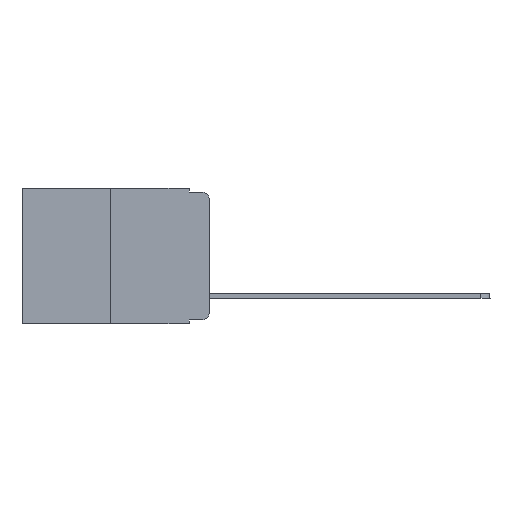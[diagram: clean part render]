
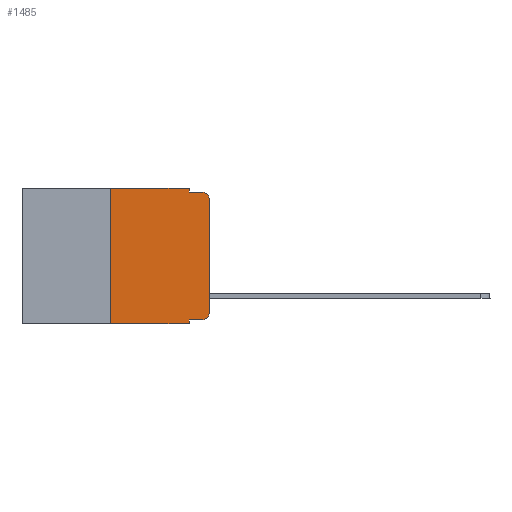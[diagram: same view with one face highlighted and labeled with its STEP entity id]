
A CAD part, left-side view. The second image highlights one B-rep face of the part: STEP entity #1485.
In plain terms, the highlighted planar face has unit normal (-1, 0, 0).
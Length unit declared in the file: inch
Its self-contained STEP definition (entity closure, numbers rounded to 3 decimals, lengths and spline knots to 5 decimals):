
#199 = VECTOR ( 'NONE', #10147, 39.37008 ) ;
#451 = LINE ( 'NONE', #14798, #21612 ) ;
#453 = DIRECTION ( 'NONE',  ( 0., 0., 1. ) ) ;
#1400 = CARTESIAN_POINT ( 'NONE',  ( 0., 0.473, 0. ) ) ;
#1485 = ADVANCED_FACE ( 'NONE', ( #18799 ), #4761, .F. ) ;
#1807 = ORIENTED_EDGE ( 'NONE', *, *, #14747, .T. ) ;
#1991 = EDGE_CURVE ( 'NONE', #20809, #15643, #17151, .T. ) ;
#2221 = DIRECTION ( 'NONE',  ( 0., -1., 0. ) ) ;
#2907 = ORIENTED_EDGE ( 'NONE', *, *, #5251, .T. ) ;
#2948 = EDGE_CURVE ( 'NONE', #5931, #3389, #5146, .T. ) ;
#3084 = LINE ( 'NONE', #7787, #17949 ) ;
#3138 = VECTOR ( 'NONE', #2221, 39.37008 ) ;
#3389 = VERTEX_POINT ( 'NONE', #17820 ) ;
#3523 = CARTESIAN_POINT ( 'NONE',  ( 0., 0.473, -0.343 ) ) ;
#3639 = DIRECTION ( 'NONE',  ( 0., 0., -1. ) ) ;
#4510 = CARTESIAN_POINT ( 'NONE',  ( 0., 0.25, 0. ) ) ;
#4761 = PLANE ( 'NONE',  #11570 ) ;
#5146 = LINE ( 'NONE', #22285, #11360 ) ;
#5159 = CARTESIAN_POINT ( 'NONE',  ( 0., 0.25, -0.343 ) ) ;
#5211 = EDGE_CURVE ( 'NONE', #5931, #20809, #451, .T. ) ;
#5251 = EDGE_CURVE ( 'NONE', #11447, #3389, #19692, .T. ) ;
#5305 = CARTESIAN_POINT ( 'NONE',  ( 0., 0., 0. ) ) ;
#5581 = LINE ( 'NONE', #12783, #6674 ) ;
#5728 = CARTESIAN_POINT ( 'NONE',  ( 0., 0.02, -0.313 ) ) ;
#5771 = LINE ( 'NONE', #5305, #14996 ) ;
#5912 = AXIS2_PLACEMENT_3D ( 'NONE', #12039, #19102, #13916 ) ;
#5931 = VERTEX_POINT ( 'NONE', #14183 ) ;
#6105 = CARTESIAN_POINT ( 'NONE',  ( 0., 0., -0.313 ) ) ;
#6674 = VECTOR ( 'NONE', #18052, 39.37008 ) ;
#7100 = CARTESIAN_POINT ( 'NONE',  ( 0., 0.02, -0.01 ) ) ;
#7747 = DIRECTION ( 'NONE',  ( 0., -1., 0. ) ) ;
#7787 = CARTESIAN_POINT ( 'NONE',  ( 0., 0.051, 0. ) ) ;
#7826 = VERTEX_POINT ( 'NONE', #7100 ) ;
#8252 = EDGE_CURVE ( 'NONE', #11447, #12699, #16849, .T. ) ;
#8602 = CIRCLE ( 'NONE', #5912, 0.02 ) ;
#8741 = DIRECTION ( 'NONE',  ( -1., 0., 0. ) ) ;
#9477 = EDGE_CURVE ( 'NONE', #20900, #21355, #3084, .T. ) ;
#10147 = DIRECTION ( 'NONE',  ( 0., -1., 0. ) ) ;
#10386 = DIRECTION ( 'NONE',  ( 0., 0., 1. ) ) ;
#11208 = VERTEX_POINT ( 'NONE', #14802 ) ;
#11360 = VECTOR ( 'NONE', #11990, 39.37008 ) ;
#11414 = EDGE_CURVE ( 'NONE', #11208, #7826, #8602, .T. ) ;
#11447 = VERTEX_POINT ( 'NONE', #5159 ) ;
#11570 = AXIS2_PLACEMENT_3D ( 'NONE', #18765, #11761, #16958 ) ;
#11761 = DIRECTION ( 'NONE',  ( 1., 0., 0. ) ) ;
#11990 = DIRECTION ( 'NONE',  ( 0., 0., -1. ) ) ;
#12039 = CARTESIAN_POINT ( 'NONE',  ( 0., 0.02, -0.03 ) ) ;
#12194 = VECTOR ( 'NONE', #453, 39.37008 ) ;
#12629 = CARTESIAN_POINT ( 'NONE',  ( 0., 0.051, 0. ) ) ;
#12699 = VERTEX_POINT ( 'NONE', #4510 ) ;
#12783 = CARTESIAN_POINT ( 'NONE',  ( 0., 0.051, -0.01 ) ) ;
#13916 = DIRECTION ( 'NONE',  ( 0., 0., -1. ) ) ;
#14133 = ORIENTED_EDGE ( 'NONE', *, *, #11414, .T. ) ;
#14183 = CARTESIAN_POINT ( 'NONE',  ( 0., 0.051, -0.333 ) ) ;
#14577 = EDGE_CURVE ( 'NONE', #12699, #20900, #17455, .T. ) ;
#14686 = ORIENTED_EDGE ( 'NONE', *, *, #5211, .T. ) ;
#14747 = EDGE_CURVE ( 'NONE', #15643, #11208, #5771, .T. ) ;
#14798 = CARTESIAN_POINT ( 'NONE',  ( 0., 0.051, -0.333 ) ) ;
#14802 = CARTESIAN_POINT ( 'NONE',  ( 0., 0., -0.03 ) ) ;
#14996 = VECTOR ( 'NONE', #10386, 39.37008 ) ;
#15643 = VERTEX_POINT ( 'NONE', #6105 ) ;
#16256 = AXIS2_PLACEMENT_3D ( 'NONE', #5728, #8741, #3639 ) ;
#16775 = ORIENTED_EDGE ( 'NONE', *, *, #1991, .T. ) ;
#16849 = LINE ( 'NONE', #19436, #12194 ) ;
#16958 = DIRECTION ( 'NONE',  ( 0., 0., -1. ) ) ;
#17151 = CIRCLE ( 'NONE', #16256, 0.02 ) ;
#17455 = LINE ( 'NONE', #1400, #3138 ) ;
#17577 = ORIENTED_EDGE ( 'NONE', *, *, #19054, .F. ) ;
#17820 = CARTESIAN_POINT ( 'NONE',  ( 0., 0.051, -0.343 ) ) ;
#17949 = VECTOR ( 'NONE', #19914, 39.37008 ) ;
#18052 = DIRECTION ( 'NONE',  ( 0., -1., 0. ) ) ;
#18134 = ORIENTED_EDGE ( 'NONE', *, *, #8252, .F. ) ;
#18765 = CARTESIAN_POINT ( 'NONE',  ( 0., 0.473, 0. ) ) ;
#18787 = ORIENTED_EDGE ( 'NONE', *, *, #2948, .F. ) ;
#18799 = FACE_OUTER_BOUND ( 'NONE', #21559, .T. ) ;
#19054 = EDGE_CURVE ( 'NONE', #21355, #7826, #5581, .T. ) ;
#19102 = DIRECTION ( 'NONE',  ( -1., 0., 0. ) ) ;
#19436 = CARTESIAN_POINT ( 'NONE',  ( 0., 0.25, 0. ) ) ;
#19692 = LINE ( 'NONE', #3523, #199 ) ;
#19914 = DIRECTION ( 'NONE',  ( 0., 0., -1. ) ) ;
#20021 = ORIENTED_EDGE ( 'NONE', *, *, #9477, .F. ) ;
#20809 = VERTEX_POINT ( 'NONE', #20854 ) ;
#20854 = CARTESIAN_POINT ( 'NONE',  ( 0., 0.02, -0.333 ) ) ;
#20900 = VERTEX_POINT ( 'NONE', #12629 ) ;
#21355 = VERTEX_POINT ( 'NONE', #22231 ) ;
#21559 = EDGE_LOOP ( 'NONE', ( #1807, #14133, #17577, #20021, #21773, #18134, #2907, #18787, #14686, #16775 ) ) ;
#21612 = VECTOR ( 'NONE', #7747, 39.37008 ) ;
#21773 = ORIENTED_EDGE ( 'NONE', *, *, #14577, .F. ) ;
#22231 = CARTESIAN_POINT ( 'NONE',  ( 0., 0.051, -0.01 ) ) ;
#22285 = CARTESIAN_POINT ( 'NONE',  ( 0., 0.051, 0. ) ) ;
